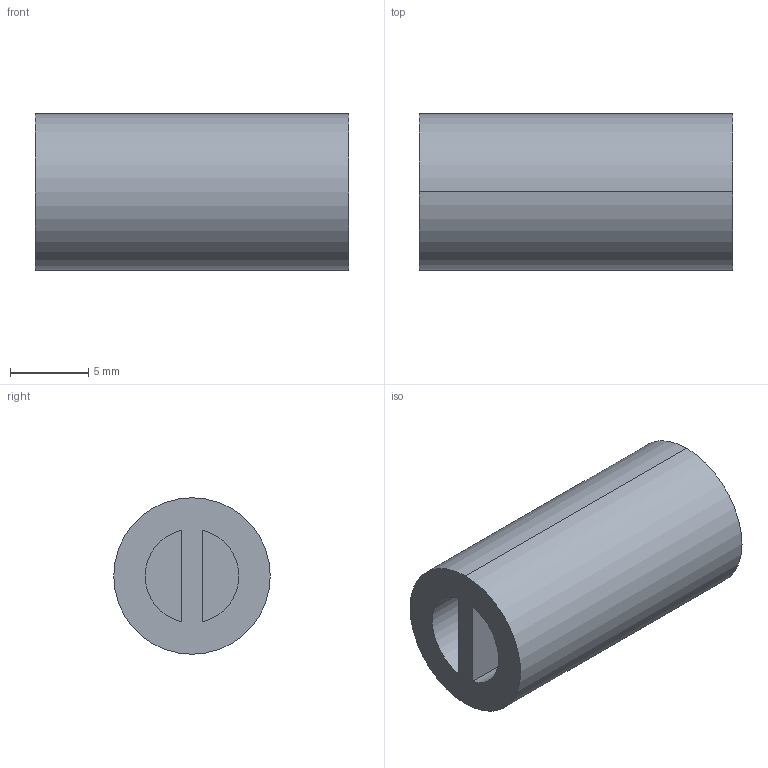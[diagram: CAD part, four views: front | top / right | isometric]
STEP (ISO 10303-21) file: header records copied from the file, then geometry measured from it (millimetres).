
FILE_DESCRIPTION (( 'STEP AP203' ), '1' );
FILE_NAME ('Pot-motor.STEP', '2024-12-05T15:24:37', ( '' ), ( '' ), 'SwSTEP 2.0', 'SolidWorks 2023', '' );
FILE_SCHEMA (( 'CONFIG_CONTROL_DESIGN' ));
Length unit declared in the file: millimetre
Products named in the file (1): Pot-motor
Bounding box: 20 x 10 x 10 mm (x, y, z)
Volume: 1257.6 mm3; surface area: 1132.9 mm2
Topology: 1 solids, 1 shells, 15 faces, 30 edges, 20 vertices
Faces by surface type: plane 8, cylinder 7
Entity records: 475 total; most frequent: DIRECTION 76, CARTESIAN_POINT 66, ORIENTED_EDGE 60, AXIS2_PLACEMENT_3D 30, EDGE_CURVE 30, VERTEX_POINT 20, EDGE_LOOP 18, VECTOR 16
